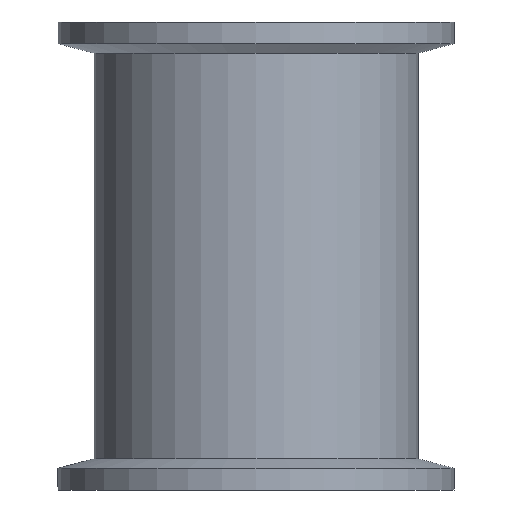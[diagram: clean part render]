
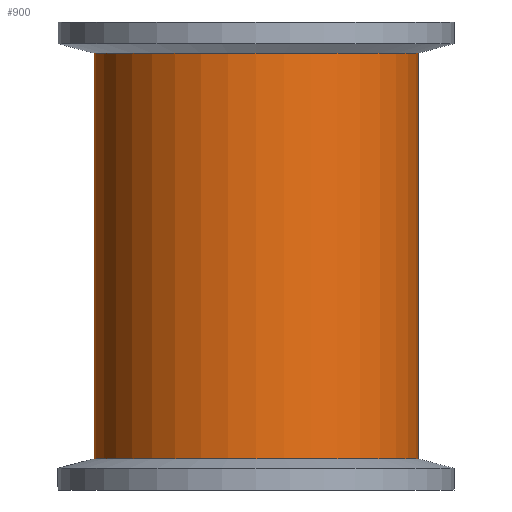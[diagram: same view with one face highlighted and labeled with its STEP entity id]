
A CAD part, front view. The second image highlights one B-rep face of the part: STEP entity #900.
In plain terms, the highlighted cylindrical face has radius 22.5 mm (diameter 45 mm), a full revolution.
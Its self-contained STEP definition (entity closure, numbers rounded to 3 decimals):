
#25 = EDGE_CURVE ( 'NONE', #442, #442, #424, .T. ) ;
#221 = AXIS2_PLACEMENT_3D ( 'NONE', #664, #376, #306 ) ;
#229 = AXIS2_PLACEMENT_3D ( 'NONE', #540, #330, #476 ) ;
#247 = FACE_OUTER_BOUND ( 'NONE', #538, .T. ) ;
#261 = DIRECTION ( 'NONE',  ( 0., 0., 1. ) ) ;
#306 = DIRECTION ( 'NONE',  ( 1., 0., 0. ) ) ;
#324 = AXIS2_PLACEMENT_3D ( 'NONE', #688, #261, #756 ) ;
#330 = DIRECTION ( 'NONE',  ( 0., 0., 1. ) ) ;
#336 = CYLINDRICAL_SURFACE ( 'NONE', #229, 22.5 ) ;
#376 = DIRECTION ( 'NONE',  ( 0., 0., -1. ) ) ;
#424 = CIRCLE ( 'NONE', #221, 22.5 ) ;
#441 = ORIENTED_EDGE ( 'NONE', *, *, #858, .T. ) ;
#442 = VERTEX_POINT ( 'NONE', #702 ) ;
#476 = DIRECTION ( 'NONE',  ( 1., 0., 0. ) ) ;
#512 = ORIENTED_EDGE ( 'NONE', *, *, #25, .T. ) ;
#538 = EDGE_LOOP ( 'NONE', ( #512 ) ) ;
#540 = CARTESIAN_POINT ( 'NONE',  ( 0., 0., 54. ) ) ;
#591 = EDGE_LOOP ( 'NONE', ( #441 ) ) ;
#629 = CARTESIAN_POINT ( 'NONE',  ( 22.5, 0., 4.34 ) ) ;
#664 = CARTESIAN_POINT ( 'NONE',  ( 0., 0., 60.66 ) ) ;
#688 = CARTESIAN_POINT ( 'NONE',  ( 0., 0., 4.34 ) ) ;
#702 = CARTESIAN_POINT ( 'NONE',  ( 22.5, 0., 60.66 ) ) ;
#756 = DIRECTION ( 'NONE',  ( 1., 0., 0. ) ) ;
#765 = CIRCLE ( 'NONE', #324, 22.5 ) ;
#813 = FACE_OUTER_BOUND ( 'NONE', #591, .T. ) ;
#858 = EDGE_CURVE ( 'NONE', #907, #907, #765, .T. ) ;
#900 = ADVANCED_FACE ( 'NONE', ( #247, #813 ), #336, .T. ) ;
#907 = VERTEX_POINT ( 'NONE', #629 ) ;
